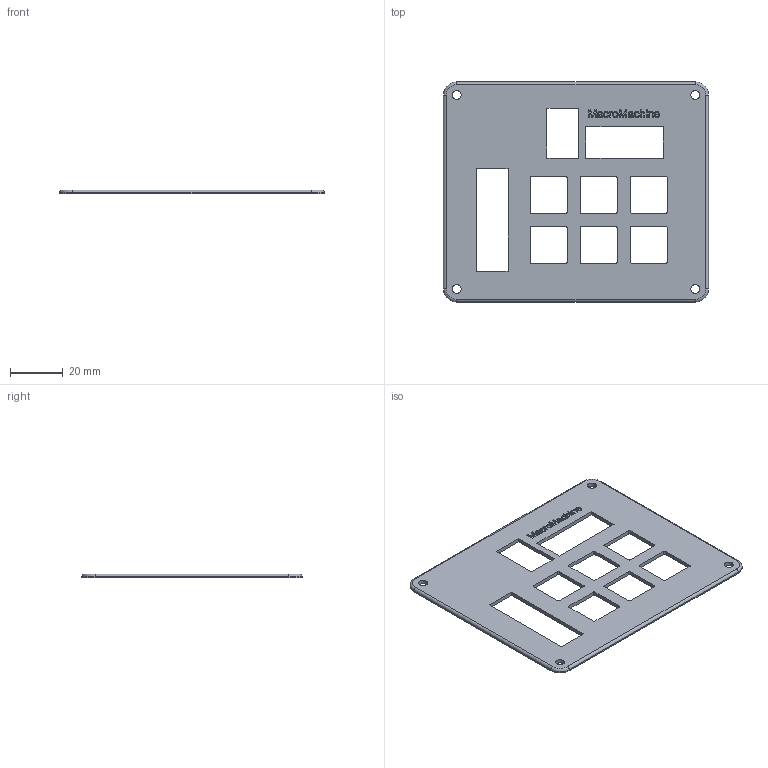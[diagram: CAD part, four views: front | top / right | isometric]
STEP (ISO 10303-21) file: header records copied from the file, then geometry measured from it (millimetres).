
FILE_DESCRIPTION(/* description */ (''),/* implementation_level */ '2;1');
FILE_NAME(/* name */ 'MacroMachine Top.step',/* time_stamp */ '2026-01-07T22:11:28Z',/* author */ (''),/* organization */ (''),/* preprocessor_version */ 'ST-DEVELOPER v20.1',/* originating_system */ 'Autodesk Translation Framework v14.21.0.0',/* authorisation */ '');
FILE_SCHEMA (('AUTOMOTIVE_DESIGN { 1 0 10303 214 3 1 1 }'));
Length unit declared in the file: millimetre
Products named in the file (1): MacroMachine Top
Bounding box: 100.8 x 83.7 x 1.5 mm (x, y, z)
Volume: 9133.6 mm3; surface area: 13714.8 mm2
Topology: 1 solids, 1 shells, 827 faces, 2308 edges, 1536 vertices
Faces by surface type: bspline 459, plane 328, cylinder 36, torus 4
Full cylindrical faces by diameter (mm): 3.4 x4
Entity records: 30709 total; most frequent: CARTESIAN_POINT 12475, ORIENTED_EDGE 4616, EDGE_CURVE 2308, DIRECTION 2204, VERTEX_POINT 1536, LINE 1314, VECTOR 1314, B_SPLINE_CURVE_WITH_KNOTS 918
